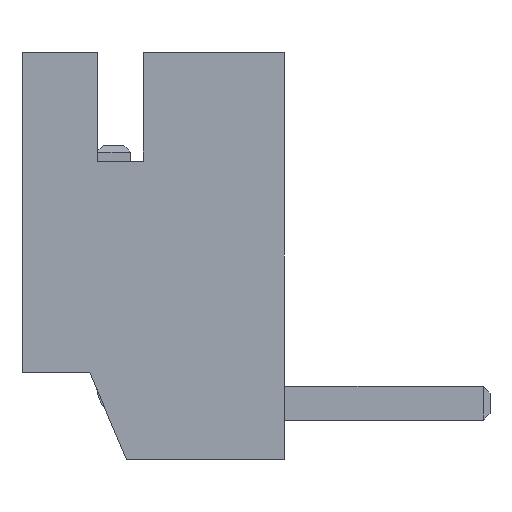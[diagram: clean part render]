
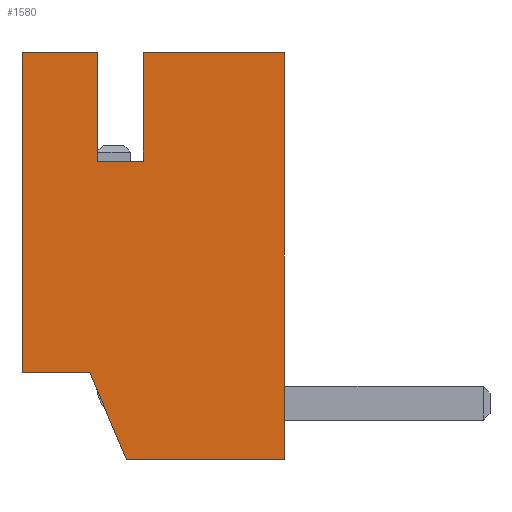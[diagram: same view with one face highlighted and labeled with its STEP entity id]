
A CAD part, left-side view. The second image highlights one B-rep face of the part: STEP entity #1580.
In plain terms, the highlighted planar face has unit normal (-1, 0, 0).
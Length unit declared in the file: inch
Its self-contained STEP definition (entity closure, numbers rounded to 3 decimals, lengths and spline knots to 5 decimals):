
#107=FACE_OUTER_BOUND('',#191,.T.);
#191=EDGE_LOOP('',(#1360,#1361,#1362,#1363,#1364,#1365,#1366,#1367,#1368,
#1369));
#330=LINE('',#2359,#536);
#336=LINE('',#2369,#542);
#361=LINE('',#2420,#567);
#369=LINE('',#2435,#575);
#389=LINE('',#2473,#595);
#392=LINE('',#2478,#598);
#393=LINE('',#2480,#599);
#396=LINE('',#2485,#602);
#398=LINE('',#2489,#604);
#399=LINE('',#2491,#605);
#536=VECTOR('',#1943,0.3937);
#542=VECTOR('',#1951,0.3937);
#567=VECTOR('',#1990,0.3937);
#575=VECTOR('',#2000,0.3937);
#595=VECTOR('',#2036,0.3937);
#598=VECTOR('',#2043,0.3937);
#599=VECTOR('',#2046,0.3937);
#602=VECTOR('',#2051,0.3937);
#604=VECTOR('',#2055,0.3937);
#605=VECTOR('',#2058,0.3937);
#700=VERTEX_POINT('',#2356);
#701=VERTEX_POINT('',#2358);
#704=VERTEX_POINT('',#2367);
#722=VERTEX_POINT('',#2417);
#723=VERTEX_POINT('',#2419);
#729=VERTEX_POINT('',#2433);
#738=VERTEX_POINT('',#2470);
#739=VERTEX_POINT('',#2472);
#740=VERTEX_POINT('',#2483);
#741=VERTEX_POINT('',#2487);
#886=EDGE_CURVE('',#701,#700,#330,.T.);
#892=EDGE_CURVE('',#704,#700,#336,.T.);
#917=EDGE_CURVE('',#722,#723,#361,.T.);
#925=EDGE_CURVE('',#722,#729,#369,.T.);
#945=EDGE_CURVE('',#739,#738,#389,.T.);
#948=EDGE_CURVE('',#738,#701,#392,.T.);
#949=EDGE_CURVE('',#729,#739,#393,.T.);
#952=EDGE_CURVE('',#704,#740,#396,.T.);
#954=EDGE_CURVE('',#740,#741,#398,.T.);
#955=EDGE_CURVE('',#723,#741,#399,.T.);
#1360=ORIENTED_EDGE('',*,*,#949,.T.);
#1361=ORIENTED_EDGE('',*,*,#945,.T.);
#1362=ORIENTED_EDGE('',*,*,#948,.T.);
#1363=ORIENTED_EDGE('',*,*,#886,.T.);
#1364=ORIENTED_EDGE('',*,*,#892,.F.);
#1365=ORIENTED_EDGE('',*,*,#952,.T.);
#1366=ORIENTED_EDGE('',*,*,#954,.T.);
#1367=ORIENTED_EDGE('',*,*,#955,.F.);
#1368=ORIENTED_EDGE('',*,*,#917,.F.);
#1369=ORIENTED_EDGE('',*,*,#925,.T.);
#1457=PLANE('',#1676);
#1580=ADVANCED_FACE('',(#107),#1457,.T.);
#1676=AXIS2_PLACEMENT_3D('',#2490,#2056,#2057);
#1943=DIRECTION('',(0.,1.,0.));
#1951=DIRECTION('',(0.,0.,1.));
#1990=DIRECTION('',(0.,0.,-1.));
#2000=DIRECTION('',(0.,1.,0.));
#2036=DIRECTION('',(0.,1.,0.));
#2043=DIRECTION('',(0.,0.,1.));
#2046=DIRECTION('',(0.,0.,-1.));
#2051=DIRECTION('',(0.,-1.,0.));
#2055=DIRECTION('',(0.,-0.389,-0.921));
#2056=DIRECTION('center_axis',(-1.,0.,0.));
#2057=DIRECTION('ref_axis',(0.,0.,1.));
#2058=DIRECTION('',(0.,1.,0.));
#2356=CARTESIAN_POINT('',(-0.227,0.1935,0.));
#2358=CARTESIAN_POINT('',(-0.227,0.138,0.));
#2359=CARTESIAN_POINT('',(-0.227,0.,0.));
#2367=CARTESIAN_POINT('',(-0.227,0.1935,-0.236));
#2369=CARTESIAN_POINT('',(-0.227,0.1935,0.));
#2417=CARTESIAN_POINT('',(-0.227,0.,0.));
#2419=CARTESIAN_POINT('',(-0.227,0.,-0.3));
#2420=CARTESIAN_POINT('',(-0.227,0.,0.));
#2433=CARTESIAN_POINT('',(-0.227,0.104,0.));
#2435=CARTESIAN_POINT('',(-0.227,0.,0.));
#2470=CARTESIAN_POINT('',(-0.227,0.138,-0.08));
#2472=CARTESIAN_POINT('',(-0.227,0.104,-0.08));
#2473=CARTESIAN_POINT('',(-0.227,0.052,-0.08));
#2478=CARTESIAN_POINT('',(-0.227,0.138,-0.19));
#2480=CARTESIAN_POINT('',(-0.227,0.104,-0.15));
#2483=CARTESIAN_POINT('',(-0.227,0.1435,-0.236));
#2485=CARTESIAN_POINT('',(-0.227,0.09675,-0.236));
#2487=CARTESIAN_POINT('',(-0.227,0.1165,-0.3));
#2489=CARTESIAN_POINT('',(-0.227,0.1212,-0.28886));
#2490=CARTESIAN_POINT('Origin',(-0.227,0.,-0.3));
#2491=CARTESIAN_POINT('',(-0.227,0.,-0.3));
